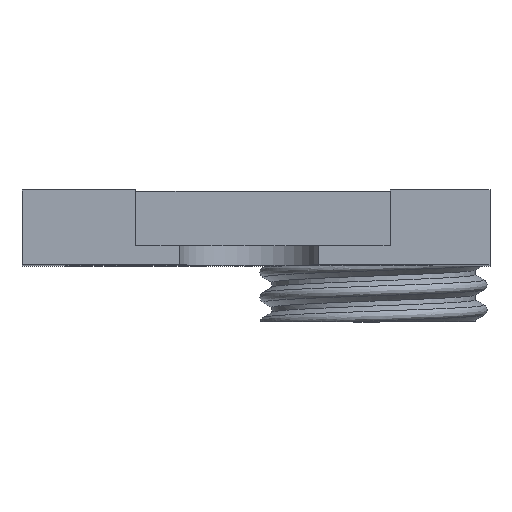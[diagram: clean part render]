
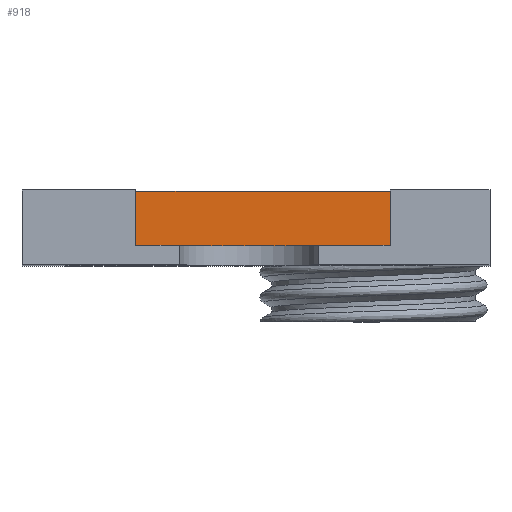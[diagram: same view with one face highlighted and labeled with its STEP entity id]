
A CAD part, top view. The second image highlights one B-rep face of the part: STEP entity #918.
In plain terms, the highlighted planar face has unit normal (0, 0, 1).
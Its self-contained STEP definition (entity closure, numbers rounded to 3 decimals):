
#35=PLANE('',#969);
#71=FACE_OUTER_BOUND('',#119,.T.);
#119=EDGE_LOOP('',(#673,#674,#675,#676));
#219=LINE('',#1355,#318);
#239=LINE('',#1396,#338);
#240=LINE('',#1398,#339);
#241=LINE('',#1399,#340);
#318=VECTOR('',#1052,10.);
#338=VECTOR('',#1082,10.);
#339=VECTOR('',#1083,10.);
#340=VECTOR('',#1084,10.);
#421=VERTEX_POINT('',#1352);
#422=VERTEX_POINT('',#1354);
#438=VERTEX_POINT('',#1395);
#439=VERTEX_POINT('',#1397);
#512=EDGE_CURVE('',#422,#421,#219,.T.);
#532=EDGE_CURVE('',#421,#438,#239,.T.);
#533=EDGE_CURVE('',#438,#439,#240,.T.);
#534=EDGE_CURVE('',#422,#439,#241,.T.);
#673=ORIENTED_EDGE('',*,*,#512,.T.);
#674=ORIENTED_EDGE('',*,*,#532,.T.);
#675=ORIENTED_EDGE('',*,*,#533,.T.);
#676=ORIENTED_EDGE('',*,*,#534,.F.);
#918=ADVANCED_FACE('',(#71),#35,.F.);
#969=AXIS2_PLACEMENT_3D('',#1394,#1080,#1081);
#1052=DIRECTION('',(-1.,0.,0.));
#1080=DIRECTION('center_axis',(0.,0.,-1.));
#1081=DIRECTION('ref_axis',(-1.,0.,0.));
#1082=DIRECTION('',(0.,-1.,0.));
#1083=DIRECTION('',(1.,0.,0.));
#1084=DIRECTION('',(0.,-1.,0.));
#1352=CARTESIAN_POINT('',(-37.9,4.13,-75.485));
#1354=CARTESIAN_POINT('',(37.9,4.13,-75.485));
#1355=CARTESIAN_POINT('',(29.51,4.13,-75.485));
#1394=CARTESIAN_POINT('Origin',(37.9,2.63,-75.485));
#1395=CARTESIAN_POINT('',(-37.9,-5.825,-75.485));
#1396=CARTESIAN_POINT('',(-37.9,2.63,-75.485));
#1397=CARTESIAN_POINT('',(37.9,-5.825,-75.485));
#1398=CARTESIAN_POINT('',(-37.9,-5.825,-75.485));
#1399=CARTESIAN_POINT('',(37.9,2.63,-75.485));
